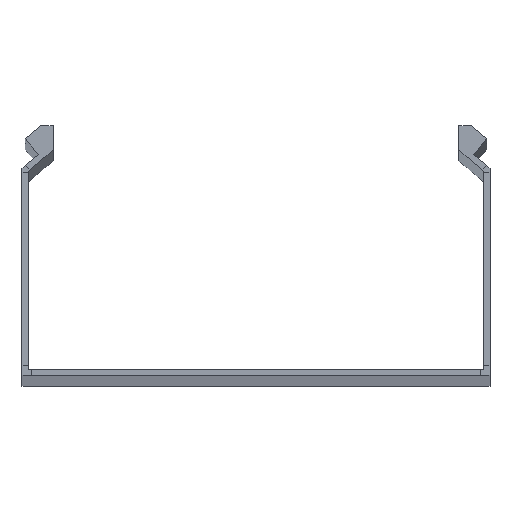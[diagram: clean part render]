
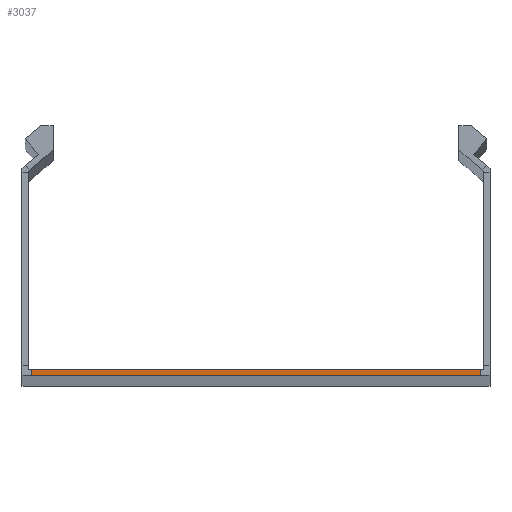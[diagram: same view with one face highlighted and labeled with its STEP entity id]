
A CAD part, top view. The second image highlights one B-rep face of the part: STEP entity #3037.
In plain terms, the highlighted planar face has unit normal (0, 0, 1).
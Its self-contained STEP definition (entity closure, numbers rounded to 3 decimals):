
#205 = VECTOR ( 'NONE', #2512, 1000. ) ;
#397 = LINE ( 'NONE', #5788, #817 ) ;
#817 = VECTOR ( 'NONE', #3038, 1000. ) ;
#1000 = DIRECTION ( 'NONE',  ( 0., 0., 1. ) ) ;
#1092 = AXIS2_PLACEMENT_3D ( 'NONE', #3776, #1000, #1471 ) ;
#1462 = ORIENTED_EDGE ( 'NONE', *, *, #3017, .T. ) ;
#1463 = EDGE_LOOP ( 'NONE', ( #5904, #1742, #3122, #1462 ) ) ;
#1471 = DIRECTION ( 'NONE',  ( 1., 0., 0. ) ) ;
#1565 = VECTOR ( 'NONE', #4449, 1000. ) ;
#1615 = VERTEX_POINT ( 'NONE', #4414 ) ;
#1742 = ORIENTED_EDGE ( 'NONE', *, *, #1994, .T. ) ;
#1929 = DIRECTION ( 'NONE',  ( 0., -1., 0. ) ) ;
#1935 = LINE ( 'NONE', #4360, #205 ) ;
#1994 = EDGE_CURVE ( 'NONE', #1615, #3222, #1935, .T. ) ;
#2229 = VERTEX_POINT ( 'NONE', #4924 ) ;
#2245 = VERTEX_POINT ( 'NONE', #3101 ) ;
#2512 = DIRECTION ( 'NONE',  ( 0., 1., 0. ) ) ;
#2846 = EDGE_CURVE ( 'NONE', #3222, #2245, #2859, .T. ) ;
#2851 = PLANE ( 'NONE',  #1092 ) ;
#2859 = LINE ( 'NONE', #4977, #1565 ) ;
#3017 = EDGE_CURVE ( 'NONE', #2245, #2229, #3526, .T. ) ;
#3037 = ADVANCED_FACE ( 'NONE', ( #3307 ), #2851, .T. ) ;
#3038 = DIRECTION ( 'NONE',  ( -1., 0., 0. ) ) ;
#3101 = CARTESIAN_POINT ( 'NONE',  ( -72., 2., 1000. ) ) ;
#3122 = ORIENTED_EDGE ( 'NONE', *, *, #2846, .T. ) ;
#3222 = VERTEX_POINT ( 'NONE', #3955 ) ;
#3307 = FACE_OUTER_BOUND ( 'NONE', #1463, .T. ) ;
#3526 = LINE ( 'NONE', #5136, #3950 ) ;
#3776 = CARTESIAN_POINT ( 'NONE',  ( 73., 3., 1000. ) ) ;
#3950 = VECTOR ( 'NONE', #1929, 1000. ) ;
#3955 = CARTESIAN_POINT ( 'NONE',  ( 72., 2., 1000. ) ) ;
#4360 = CARTESIAN_POINT ( 'NONE',  ( 72., 0., 1000. ) ) ;
#4414 = CARTESIAN_POINT ( 'NONE',  ( 72., 0., 1000. ) ) ;
#4449 = DIRECTION ( 'NONE',  ( -1., 0., 0. ) ) ;
#4924 = CARTESIAN_POINT ( 'NONE',  ( -72., 0., 1000. ) ) ;
#4977 = CARTESIAN_POINT ( 'NONE',  ( -75., 2., 1000. ) ) ;
#5136 = CARTESIAN_POINT ( 'NONE',  ( -72., 2., 1000. ) ) ;
#5173 = EDGE_CURVE ( 'NONE', #1615, #2229, #397, .T. ) ;
#5788 = CARTESIAN_POINT ( 'NONE',  ( -75., 0., 1000. ) ) ;
#5904 = ORIENTED_EDGE ( 'NONE', *, *, #5173, .F. ) ;
